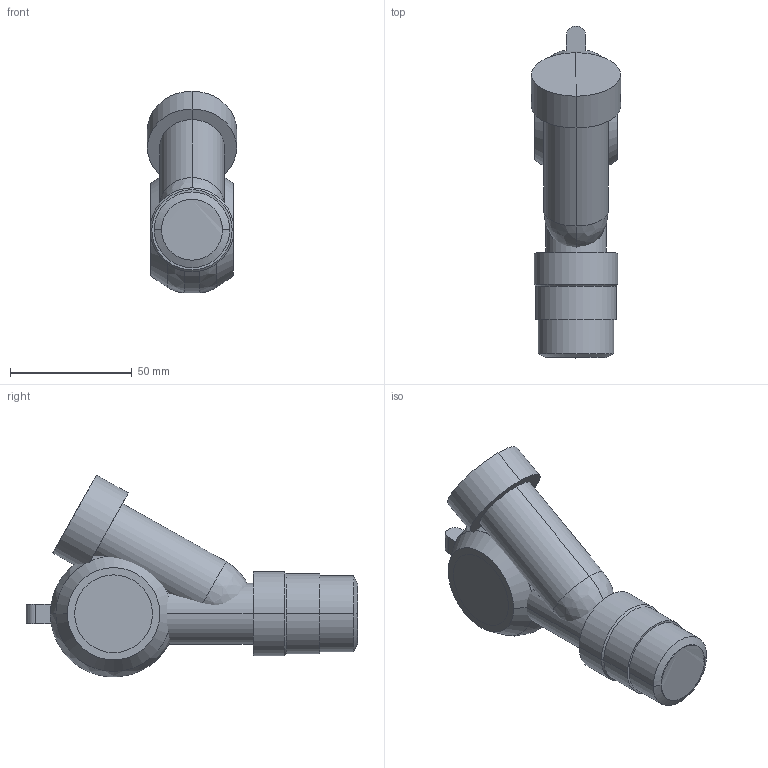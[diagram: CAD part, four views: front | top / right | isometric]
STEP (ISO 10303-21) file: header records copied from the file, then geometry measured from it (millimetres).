
FILE_DESCRIPTION(/* description */ (''),/* implementation_level */ '2;1');
FILE_NAME(/* name */ 'Plumbing_Joints_Aignep_Saddle-Clamp-Connector-90240-3DView-Preview',/* time_stamp */ '2025-08-20T22:13:54+03:00',/* author */ (''),/* organization */ (''),/* preprocessor_version */ 'ST-DEVELOPER v20',/* originating_system */ '',/* authorisation */ '');
FILE_SCHEMA (('AP242_MANAGED_MODEL_BASED_3D_ENGINEERING_MIM_LF { 1 0 10303 442 1 1 4 }'));
Length unit declared in the file: millimetre
Products named in the file (12): TopLevelAssembly; Model Lines; Model Lines_1; Model Lines_2; Model Lines_3; Model Lines_4; Sweep; Sweep_1; Model Lines_5; Revolve; Joined Solid Geometry; Joined Solid Geometry_1
Assembly tree (11 placements, depth 2):
  TopLevelAssembly
    Model Lines
    Model Lines_1
    Model Lines_2
    Model Lines_3
    Model Lines_4
    Sweep
    Sweep_1
    Model Lines_5
    Revolve
    Joined Solid Geometry
    Joined Solid Geometry_1
Bounding box: 36.66 x 136.5 x 82.92 mm (x, y, z)
Volume: 224723.3 mm3; surface area: 37562.6 mm2
Topology: 5 solids, 5 shells, 56 faces, 115 edges, 75 vertices
Faces by surface type: cylinder 22, plane 18, bspline 16
Entity records: 1894 total; most frequent: CARTESIAN_POINT 461, DIRECTION 299, ORIENTED_EDGE 214, AXIS2_PLACEMENT_3D 127, EDGE_CURVE 107, CIRCLE 64, VERTEX_POINT 63, EDGE_LOOP 58
